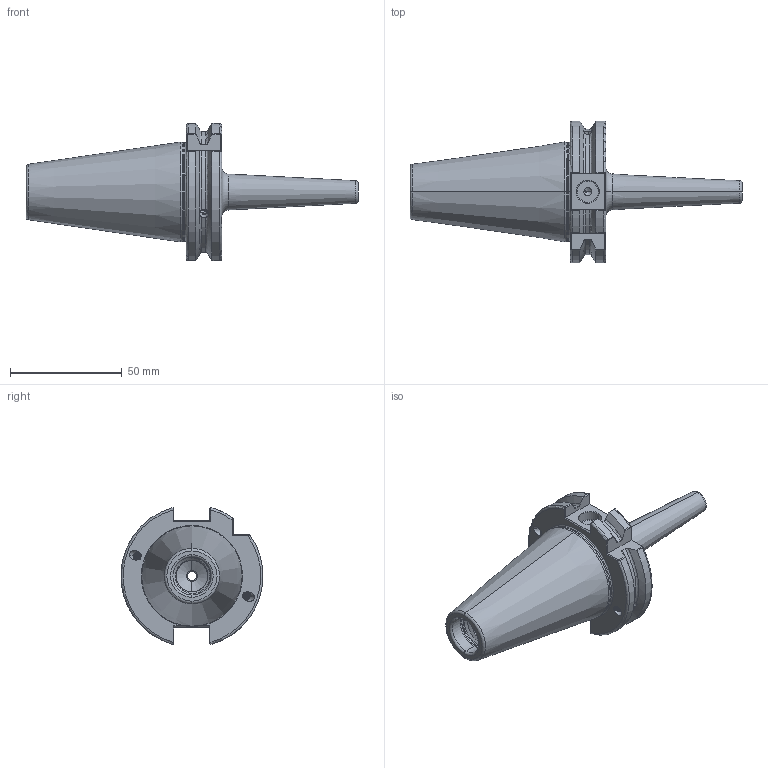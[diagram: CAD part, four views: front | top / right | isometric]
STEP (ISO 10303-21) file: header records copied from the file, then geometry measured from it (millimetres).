
FILE_DESCRIPTION (( 'STEP AP203' ), '1' );
FILE_NAME ('403.72.04.STEP', '2018-04-20T05:36:51', ( '' ), ( '' ), 'SwSTEP 2.0', 'SolidWorks 2012', '' );
FILE_SCHEMA (( 'CONFIG_CONTROL_DESIGN' ));
Length unit declared in the file: millimetre
Products named in the file (1): 403.72.04
Bounding box: 148.4 x 63.39 x 61.24 mm (x, y, z)
Volume: 105280.6 mm3; surface area: 25655.1 mm2
Topology: 1 solids, 1 shells, 245 faces, 669 edges, 413 vertices
Faces by surface type: cylinder 105, cone 43, plane 42, torus 36, bspline 19
Entity records: 15138 total; most frequent: CARTESIAN_POINT 9593, ORIENTED_EDGE 1310, DIRECTION 968, EDGE_CURVE 655, VERTEX_POINT 413, AXIS2_PLACEMENT_3D 384, EDGE_LOOP 256, FACE_OUTER_BOUND 245
